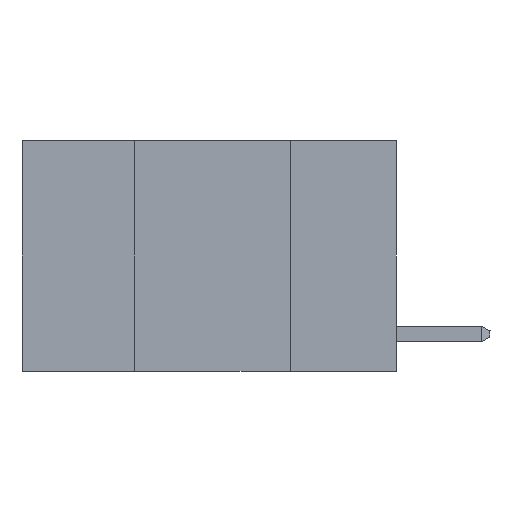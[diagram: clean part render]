
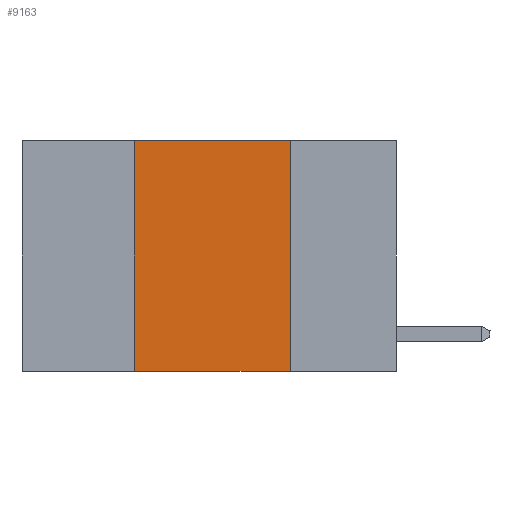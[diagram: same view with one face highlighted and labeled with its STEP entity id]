
A CAD part, left-side view. The second image highlights one B-rep face of the part: STEP entity #9163.
In plain terms, the highlighted planar face has unit normal (-1, 0, 0).
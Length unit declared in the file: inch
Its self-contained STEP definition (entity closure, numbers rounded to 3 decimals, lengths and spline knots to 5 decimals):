
#525 = EDGE_LOOP ( 'NONE', ( #18524, #3523, #8766, #4157 ) ) ;
#837 = LINE ( 'NONE', #21552, #5451 ) ;
#1232 = VECTOR ( 'NONE', #12902, 39.37008 ) ;
#1343 = CARTESIAN_POINT ( 'NONE',  ( 0., 0.42, -0.37 ) ) ;
#3523 = ORIENTED_EDGE ( 'NONE', *, *, #16420, .F. ) ;
#4157 = ORIENTED_EDGE ( 'NONE', *, *, #4538, .T. ) ;
#4538 = EDGE_CURVE ( 'NONE', #11145, #21492, #5197, .T. ) ;
#5134 = CARTESIAN_POINT ( 'NONE',  ( 0., 0.17, 0. ) ) ;
#5197 = LINE ( 'NONE', #11368, #14996 ) ;
#5451 = VECTOR ( 'NONE', #17853, 39.37008 ) ;
#5522 = FACE_OUTER_BOUND ( 'NONE', #525, .T. ) ;
#5532 = PLANE ( 'NONE',  #9509 ) ;
#7524 = DIRECTION ( 'NONE',  ( 1., 0., 0. ) ) ;
#8766 = ORIENTED_EDGE ( 'NONE', *, *, #24137, .F. ) ;
#9163 = ADVANCED_FACE ( 'NONE', ( #5522 ), #5532, .F. ) ;
#9477 = DIRECTION ( 'NONE',  ( 0., -1., 0. ) ) ;
#9509 = AXIS2_PLACEMENT_3D ( 'NONE', #22945, #7524, #21152 ) ;
#9687 = VECTOR ( 'NONE', #9477, 39.37008 ) ;
#11145 = VERTEX_POINT ( 'NONE', #1343 ) ;
#11368 = CARTESIAN_POINT ( 'NONE',  ( 0., 0.6, -0.37 ) ) ;
#12272 = CARTESIAN_POINT ( 'NONE',  ( 0., 0.17, -0.37 ) ) ;
#12831 = EDGE_CURVE ( 'NONE', #19795, #21492, #17480, .T. ) ;
#12902 = DIRECTION ( 'NONE',  ( 0., 0., -1. ) ) ;
#14848 = CARTESIAN_POINT ( 'NONE',  ( 0., 0.42, 0. ) ) ;
#14854 = LINE ( 'NONE', #15274, #9687 ) ;
#14996 = VECTOR ( 'NONE', #24892, 39.37008 ) ;
#15274 = CARTESIAN_POINT ( 'NONE',  ( 0., 0.6, 0. ) ) ;
#16279 = VERTEX_POINT ( 'NONE', #14848 ) ;
#16420 = EDGE_CURVE ( 'NONE', #16279, #19795, #14854, .T. ) ;
#17480 = LINE ( 'NONE', #5134, #1232 ) ;
#17853 = DIRECTION ( 'NONE',  ( 0., 0., 1. ) ) ;
#18524 = ORIENTED_EDGE ( 'NONE', *, *, #12831, .F. ) ;
#19795 = VERTEX_POINT ( 'NONE', #23018 ) ;
#21152 = DIRECTION ( 'NONE',  ( 0., 0., -1. ) ) ;
#21492 = VERTEX_POINT ( 'NONE', #12272 ) ;
#21552 = CARTESIAN_POINT ( 'NONE',  ( 0., 0.42, 0. ) ) ;
#22945 = CARTESIAN_POINT ( 'NONE',  ( 0., 0.6, 0. ) ) ;
#23018 = CARTESIAN_POINT ( 'NONE',  ( 0., 0.17, 0. ) ) ;
#24137 = EDGE_CURVE ( 'NONE', #11145, #16279, #837, .T. ) ;
#24892 = DIRECTION ( 'NONE',  ( 0., -1., 0. ) ) ;
